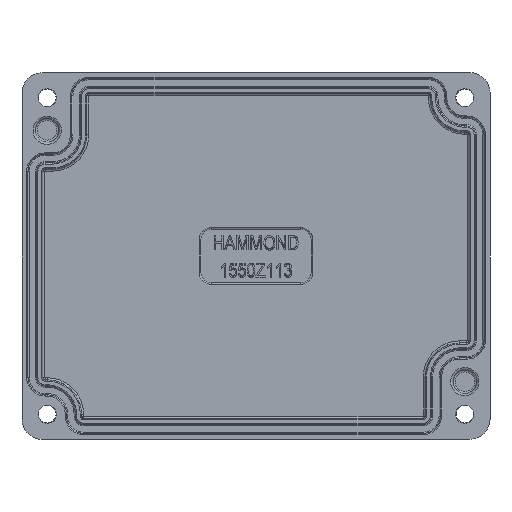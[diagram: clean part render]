
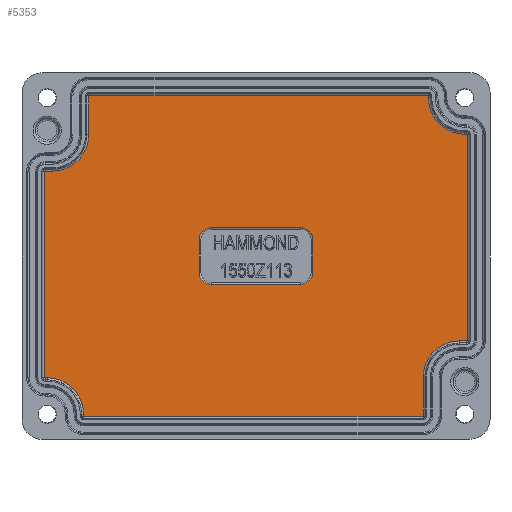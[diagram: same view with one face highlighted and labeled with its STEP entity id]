
A CAD part, front view. The second image highlights one B-rep face of the part: STEP entity #5353.
In plain terms, the highlighted planar face has unit normal (0, -1, 0).
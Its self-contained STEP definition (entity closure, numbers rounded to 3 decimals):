
#5353 = ADVANCED_FACE('',(#5354,#5560),#5630,.F.);
#5354 = FACE_BOUND('',#5355,.T.);
#5355 = EDGE_LOOP('',(#5356,#5367,#5375,#5384,#5392,#5401,#5409,#5418,
    #5426,#5435,#5443,#5452,#5460,#5469,#5477,#5486,#5494,#5503,#5511,
    #5520,#5528,#5537,#5545,#5554));
#5356 = ORIENTED_EDGE('',*,*,#5357,.F.);
#5357 = EDGE_CURVE('',#5358,#5360,#5362,.T.);
#5358 = VERTEX_POINT('',#5359);
#5359 = CARTESIAN_POINT('',(-52.,2.7,-30.034));
#5360 = VERTEX_POINT('',#5361);
#5361 = CARTESIAN_POINT('',(-52.034,2.7,-30.));
#5362 = CIRCLE('',#5363,0.034);
#5363 = AXIS2_PLACEMENT_3D('',#5364,#5365,#5366);
#5364 = CARTESIAN_POINT('',(-52.,2.7,-30.));
#5365 = DIRECTION('',(0.,1.,0.));
#5366 = DIRECTION('',(0.,-0.,1.));
#5367 = ORIENTED_EDGE('',*,*,#5368,.T.);
#5368 = EDGE_CURVE('',#5358,#5369,#5371,.T.);
#5369 = VERTEX_POINT('',#5370);
#5370 = CARTESIAN_POINT('',(-51.5,2.7,-30.034));
#5371 = LINE('',#5372,#5373);
#5372 = CARTESIAN_POINT('',(-52.,2.7,-30.034));
#5373 = VECTOR('',#5374,1.);
#5374 = DIRECTION('',(1.,0.,0.));
#5375 = ORIENTED_EDGE('',*,*,#5376,.T.);
#5376 = EDGE_CURVE('',#5369,#5377,#5379,.T.);
#5377 = VERTEX_POINT('',#5378);
#5378 = CARTESIAN_POINT('',(-42.534,2.7,-39.));
#5379 = CIRCLE('',#5380,8.966);
#5380 = AXIS2_PLACEMENT_3D('',#5381,#5382,#5383);
#5381 = CARTESIAN_POINT('',(-51.5,2.7,-39.));
#5382 = DIRECTION('',(0.,1.,0.));
#5383 = DIRECTION('',(0.,-0.,1.));
#5384 = ORIENTED_EDGE('',*,*,#5385,.T.);
#5385 = EDGE_CURVE('',#5377,#5386,#5388,.T.);
#5386 = VERTEX_POINT('',#5387);
#5387 = CARTESIAN_POINT('',(-42.534,2.7,-39.5));
#5388 = LINE('',#5389,#5390);
#5389 = CARTESIAN_POINT('',(-42.534,2.7,-39.));
#5390 = VECTOR('',#5391,1.);
#5391 = DIRECTION('',(0.,0.,-1.));
#5392 = ORIENTED_EDGE('',*,*,#5393,.F.);
#5393 = EDGE_CURVE('',#5394,#5386,#5396,.T.);
#5394 = VERTEX_POINT('',#5395);
#5395 = CARTESIAN_POINT('',(-42.5,2.7,-39.534));
#5396 = CIRCLE('',#5397,0.034);
#5397 = AXIS2_PLACEMENT_3D('',#5398,#5399,#5400);
#5398 = CARTESIAN_POINT('',(-42.5,2.7,-39.5));
#5399 = DIRECTION('',(0.,1.,0.));
#5400 = DIRECTION('',(0.,-0.,1.));
#5401 = ORIENTED_EDGE('',*,*,#5402,.T.);
#5402 = EDGE_CURVE('',#5394,#5403,#5405,.T.);
#5403 = VERTEX_POINT('',#5404);
#5404 = CARTESIAN_POINT('',(41.2,2.7,-39.534));
#5405 = LINE('',#5406,#5407);
#5406 = CARTESIAN_POINT('',(-42.5,2.7,-39.534));
#5407 = VECTOR('',#5408,1.);
#5408 = DIRECTION('',(1.,0.,0.));
#5409 = ORIENTED_EDGE('',*,*,#5410,.F.);
#5410 = EDGE_CURVE('',#5411,#5403,#5413,.T.);
#5411 = VERTEX_POINT('',#5412);
#5412 = CARTESIAN_POINT('',(41.234,2.7,-39.5));
#5413 = CIRCLE('',#5414,0.034);
#5414 = AXIS2_PLACEMENT_3D('',#5415,#5416,#5417);
#5415 = CARTESIAN_POINT('',(41.2,2.7,-39.5));
#5416 = DIRECTION('',(0.,1.,0.));
#5417 = DIRECTION('',(0.,-0.,1.));
#5418 = ORIENTED_EDGE('',*,*,#5419,.T.);
#5419 = EDGE_CURVE('',#5411,#5420,#5422,.T.);
#5420 = VERTEX_POINT('',#5421);
#5421 = CARTESIAN_POINT('',(41.234,2.7,-29.9));
#5422 = LINE('',#5423,#5424);
#5423 = CARTESIAN_POINT('',(41.234,2.7,-39.5));
#5424 = VECTOR('',#5425,1.);
#5425 = DIRECTION('',(0.,0.,1.));
#5426 = ORIENTED_EDGE('',*,*,#5427,.T.);
#5427 = EDGE_CURVE('',#5420,#5428,#5430,.T.);
#5428 = VERTEX_POINT('',#5429);
#5429 = CARTESIAN_POINT('',(50.2,2.7,-20.934));
#5430 = CIRCLE('',#5431,8.966);
#5431 = AXIS2_PLACEMENT_3D('',#5432,#5433,#5434);
#5432 = CARTESIAN_POINT('',(50.2,2.7,-29.9));
#5433 = DIRECTION('',(0.,1.,0.));
#5434 = DIRECTION('',(0.,-0.,1.));
#5435 = ORIENTED_EDGE('',*,*,#5436,.T.);
#5436 = EDGE_CURVE('',#5428,#5437,#5439,.T.);
#5437 = VERTEX_POINT('',#5438);
#5438 = CARTESIAN_POINT('',(52.,2.7,-20.934));
#5439 = LINE('',#5440,#5441);
#5440 = CARTESIAN_POINT('',(50.2,2.7,-20.934));
#5441 = VECTOR('',#5442,1.);
#5442 = DIRECTION('',(1.,0.,0.));
#5443 = ORIENTED_EDGE('',*,*,#5444,.F.);
#5444 = EDGE_CURVE('',#5445,#5437,#5447,.T.);
#5445 = VERTEX_POINT('',#5446);
#5446 = CARTESIAN_POINT('',(52.034,2.7,-20.9));
#5447 = CIRCLE('',#5448,0.034);
#5448 = AXIS2_PLACEMENT_3D('',#5449,#5450,#5451);
#5449 = CARTESIAN_POINT('',(52.,2.7,-20.9));
#5450 = DIRECTION('',(0.,1.,0.));
#5451 = DIRECTION('',(0.,-0.,1.));
#5452 = ORIENTED_EDGE('',*,*,#5453,.T.);
#5453 = EDGE_CURVE('',#5445,#5454,#5456,.T.);
#5454 = VERTEX_POINT('',#5455);
#5455 = CARTESIAN_POINT('',(52.034,2.7,30.));
#5456 = LINE('',#5457,#5458);
#5457 = CARTESIAN_POINT('',(52.034,2.7,-20.9));
#5458 = VECTOR('',#5459,1.);
#5459 = DIRECTION('',(0.,0.,1.));
#5460 = ORIENTED_EDGE('',*,*,#5461,.F.);
#5461 = EDGE_CURVE('',#5462,#5454,#5464,.T.);
#5462 = VERTEX_POINT('',#5463);
#5463 = CARTESIAN_POINT('',(52.,2.7,30.034));
#5464 = CIRCLE('',#5465,0.034);
#5465 = AXIS2_PLACEMENT_3D('',#5466,#5467,#5468);
#5466 = CARTESIAN_POINT('',(52.,2.7,30.));
#5467 = DIRECTION('',(0.,1.,0.));
#5468 = DIRECTION('',(0.,-0.,1.));
#5469 = ORIENTED_EDGE('',*,*,#5470,.T.);
#5470 = EDGE_CURVE('',#5462,#5471,#5473,.T.);
#5471 = VERTEX_POINT('',#5472);
#5472 = CARTESIAN_POINT('',(51.5,2.7,30.034));
#5473 = LINE('',#5474,#5475);
#5474 = CARTESIAN_POINT('',(52.,2.7,30.034));
#5475 = VECTOR('',#5476,1.);
#5476 = DIRECTION('',(-1.,0.,0.));
#5477 = ORIENTED_EDGE('',*,*,#5478,.T.);
#5478 = EDGE_CURVE('',#5471,#5479,#5481,.T.);
#5479 = VERTEX_POINT('',#5480);
#5480 = CARTESIAN_POINT('',(42.534,2.7,39.));
#5481 = CIRCLE('',#5482,8.966);
#5482 = AXIS2_PLACEMENT_3D('',#5483,#5484,#5485);
#5483 = CARTESIAN_POINT('',(51.5,2.7,39.));
#5484 = DIRECTION('',(0.,1.,0.));
#5485 = DIRECTION('',(0.,-0.,1.));
#5486 = ORIENTED_EDGE('',*,*,#5487,.T.);
#5487 = EDGE_CURVE('',#5479,#5488,#5490,.T.);
#5488 = VERTEX_POINT('',#5489);
#5489 = CARTESIAN_POINT('',(42.534,2.7,39.5));
#5490 = LINE('',#5491,#5492);
#5491 = CARTESIAN_POINT('',(42.534,2.7,39.));
#5492 = VECTOR('',#5493,1.);
#5493 = DIRECTION('',(0.,0.,1.));
#5494 = ORIENTED_EDGE('',*,*,#5495,.F.);
#5495 = EDGE_CURVE('',#5496,#5488,#5498,.T.);
#5496 = VERTEX_POINT('',#5497);
#5497 = CARTESIAN_POINT('',(42.5,2.7,39.534));
#5498 = CIRCLE('',#5499,0.034);
#5499 = AXIS2_PLACEMENT_3D('',#5500,#5501,#5502);
#5500 = CARTESIAN_POINT('',(42.5,2.7,39.5));
#5501 = DIRECTION('',(0.,1.,0.));
#5502 = DIRECTION('',(0.,-0.,1.));
#5503 = ORIENTED_EDGE('',*,*,#5504,.T.);
#5504 = EDGE_CURVE('',#5496,#5505,#5507,.T.);
#5505 = VERTEX_POINT('',#5506);
#5506 = CARTESIAN_POINT('',(-41.2,2.7,39.534));
#5507 = LINE('',#5508,#5509);
#5508 = CARTESIAN_POINT('',(42.5,2.7,39.534));
#5509 = VECTOR('',#5510,1.);
#5510 = DIRECTION('',(-1.,0.,0.));
#5511 = ORIENTED_EDGE('',*,*,#5512,.F.);
#5512 = EDGE_CURVE('',#5513,#5505,#5515,.T.);
#5513 = VERTEX_POINT('',#5514);
#5514 = CARTESIAN_POINT('',(-41.234,2.7,39.5));
#5515 = CIRCLE('',#5516,0.034);
#5516 = AXIS2_PLACEMENT_3D('',#5517,#5518,#5519);
#5517 = CARTESIAN_POINT('',(-41.2,2.7,39.5));
#5518 = DIRECTION('',(0.,1.,0.));
#5519 = DIRECTION('',(0.,-0.,1.));
#5520 = ORIENTED_EDGE('',*,*,#5521,.T.);
#5521 = EDGE_CURVE('',#5513,#5522,#5524,.T.);
#5522 = VERTEX_POINT('',#5523);
#5523 = CARTESIAN_POINT('',(-41.234,2.7,29.9));
#5524 = LINE('',#5525,#5526);
#5525 = CARTESIAN_POINT('',(-41.234,2.7,39.5));
#5526 = VECTOR('',#5527,1.);
#5527 = DIRECTION('',(0.,0.,-1.));
#5528 = ORIENTED_EDGE('',*,*,#5529,.T.);
#5529 = EDGE_CURVE('',#5522,#5530,#5532,.T.);
#5530 = VERTEX_POINT('',#5531);
#5531 = CARTESIAN_POINT('',(-50.2,2.7,20.934));
#5532 = CIRCLE('',#5533,8.966);
#5533 = AXIS2_PLACEMENT_3D('',#5534,#5535,#5536);
#5534 = CARTESIAN_POINT('',(-50.2,2.7,29.9));
#5535 = DIRECTION('',(0.,1.,0.));
#5536 = DIRECTION('',(0.,-0.,1.));
#5537 = ORIENTED_EDGE('',*,*,#5538,.T.);
#5538 = EDGE_CURVE('',#5530,#5539,#5541,.T.);
#5539 = VERTEX_POINT('',#5540);
#5540 = CARTESIAN_POINT('',(-52.,2.7,20.934));
#5541 = LINE('',#5542,#5543);
#5542 = CARTESIAN_POINT('',(-50.2,2.7,20.934));
#5543 = VECTOR('',#5544,1.);
#5544 = DIRECTION('',(-1.,0.,0.));
#5545 = ORIENTED_EDGE('',*,*,#5546,.F.);
#5546 = EDGE_CURVE('',#5547,#5539,#5549,.T.);
#5547 = VERTEX_POINT('',#5548);
#5548 = CARTESIAN_POINT('',(-52.034,2.7,20.9));
#5549 = CIRCLE('',#5550,0.034);
#5550 = AXIS2_PLACEMENT_3D('',#5551,#5552,#5553);
#5551 = CARTESIAN_POINT('',(-52.,2.7,20.9));
#5552 = DIRECTION('',(0.,1.,0.));
#5553 = DIRECTION('',(0.,-0.,1.));
#5554 = ORIENTED_EDGE('',*,*,#5555,.T.);
#5555 = EDGE_CURVE('',#5547,#5360,#5556,.T.);
#5556 = LINE('',#5557,#5558);
#5557 = CARTESIAN_POINT('',(-52.034,2.7,20.9));
#5558 = VECTOR('',#5559,1.);
#5559 = DIRECTION('',(0.,0.,-1.));
#5560 = FACE_BOUND('',#5561,.T.);
#5561 = EDGE_LOOP('',(#5562,#5572,#5581,#5589,#5598,#5606,#5615,#5623));
#5562 = ORIENTED_EDGE('',*,*,#5563,.F.);
#5563 = EDGE_CURVE('',#5564,#5566,#5568,.T.);
#5564 = VERTEX_POINT('',#5565);
#5565 = CARTESIAN_POINT('',(-14.,2.7,4.));
#5566 = VERTEX_POINT('',#5567);
#5567 = CARTESIAN_POINT('',(-14.,2.7,-4.));
#5568 = LINE('',#5569,#5570);
#5569 = CARTESIAN_POINT('',(-14.,2.7,4.));
#5570 = VECTOR('',#5571,1.);
#5571 = DIRECTION('',(0.,0.,-1.));
#5572 = ORIENTED_EDGE('',*,*,#5573,.F.);
#5573 = EDGE_CURVE('',#5574,#5564,#5576,.T.);
#5574 = VERTEX_POINT('',#5575);
#5575 = CARTESIAN_POINT('',(-11.,2.7,7.));
#5576 = CIRCLE('',#5577,3.);
#5577 = AXIS2_PLACEMENT_3D('',#5578,#5579,#5580);
#5578 = CARTESIAN_POINT('',(-11.,2.7,4.));
#5579 = DIRECTION('',(0.,-1.,0.));
#5580 = DIRECTION('',(0.,0.,-1.));
#5581 = ORIENTED_EDGE('',*,*,#5582,.F.);
#5582 = EDGE_CURVE('',#5583,#5574,#5585,.T.);
#5583 = VERTEX_POINT('',#5584);
#5584 = CARTESIAN_POINT('',(11.,2.7,7.));
#5585 = LINE('',#5586,#5587);
#5586 = CARTESIAN_POINT('',(11.,2.7,7.));
#5587 = VECTOR('',#5588,1.);
#5588 = DIRECTION('',(-1.,0.,0.));
#5589 = ORIENTED_EDGE('',*,*,#5590,.F.);
#5590 = EDGE_CURVE('',#5591,#5583,#5593,.T.);
#5591 = VERTEX_POINT('',#5592);
#5592 = CARTESIAN_POINT('',(14.,2.7,4.));
#5593 = CIRCLE('',#5594,3.);
#5594 = AXIS2_PLACEMENT_3D('',#5595,#5596,#5597);
#5595 = CARTESIAN_POINT('',(11.,2.7,4.));
#5596 = DIRECTION('',(0.,-1.,0.));
#5597 = DIRECTION('',(0.,0.,1.));
#5598 = ORIENTED_EDGE('',*,*,#5599,.F.);
#5599 = EDGE_CURVE('',#5600,#5591,#5602,.T.);
#5600 = VERTEX_POINT('',#5601);
#5601 = CARTESIAN_POINT('',(14.,2.7,-4.));
#5602 = LINE('',#5603,#5604);
#5603 = CARTESIAN_POINT('',(14.,2.7,-4.));
#5604 = VECTOR('',#5605,1.);
#5605 = DIRECTION('',(0.,0.,1.));
#5606 = ORIENTED_EDGE('',*,*,#5607,.F.);
#5607 = EDGE_CURVE('',#5608,#5600,#5610,.T.);
#5608 = VERTEX_POINT('',#5609);
#5609 = CARTESIAN_POINT('',(11.,2.7,-7.));
#5610 = CIRCLE('',#5611,3.);
#5611 = AXIS2_PLACEMENT_3D('',#5612,#5613,#5614);
#5612 = CARTESIAN_POINT('',(11.,2.7,-4.));
#5613 = DIRECTION('',(0.,-1.,0.));
#5614 = DIRECTION('',(0.,0.,-1.));
#5615 = ORIENTED_EDGE('',*,*,#5616,.F.);
#5616 = EDGE_CURVE('',#5617,#5608,#5619,.T.);
#5617 = VERTEX_POINT('',#5618);
#5618 = CARTESIAN_POINT('',(-11.,2.7,-7.));
#5619 = LINE('',#5620,#5621);
#5620 = CARTESIAN_POINT('',(-11.,2.7,-7.));
#5621 = VECTOR('',#5622,1.);
#5622 = DIRECTION('',(1.,0.,0.));
#5623 = ORIENTED_EDGE('',*,*,#5624,.F.);
#5624 = EDGE_CURVE('',#5566,#5617,#5625,.T.);
#5625 = CIRCLE('',#5626,3.);
#5626 = AXIS2_PLACEMENT_3D('',#5627,#5628,#5629);
#5627 = CARTESIAN_POINT('',(-11.,2.7,-4.));
#5628 = DIRECTION('',(0.,-1.,0.));
#5629 = DIRECTION('',(0.,0.,-1.));
#5630 = PLANE('',#5631);
#5631 = AXIS2_PLACEMENT_3D('',#5632,#5633,#5634);
#5632 = CARTESIAN_POINT('',(-57.7,2.7,45.2));
#5633 = DIRECTION('',(0.,1.,0.));
#5634 = DIRECTION('',(0.,-0.,1.));
